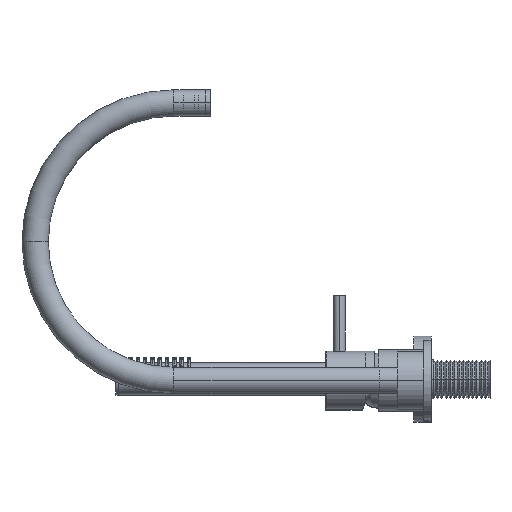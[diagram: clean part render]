
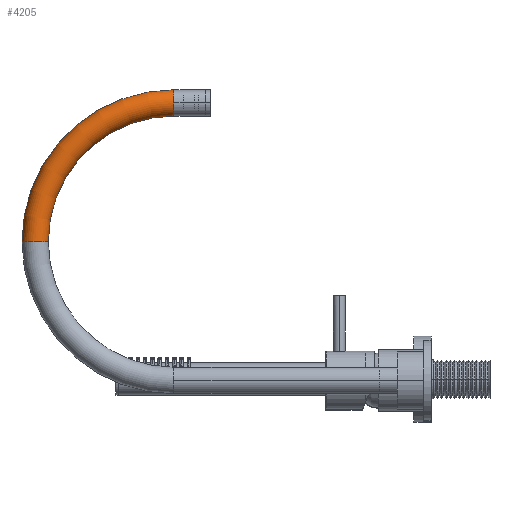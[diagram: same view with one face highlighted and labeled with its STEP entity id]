
A CAD part, left-side view. The second image highlights one B-rep face of the part: STEP entity #4205.
In plain terms, the highlighted toroidal (fillet/blend) face has major radius 94.99 mm and minor radius 9 mm.
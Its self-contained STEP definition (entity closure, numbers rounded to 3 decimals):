
#1927 = DIRECTION ( 'NONE',  ( 0., 0., -1. ) ) ;
#2992 = ORIENTED_EDGE ( 'NONE', *, *, #24090, .F. ) ;
#3510 = CIRCLE ( 'NONE', #20270, 9. ) ;
#3808 = CIRCLE ( 'NONE', #13336, 9. ) ;
#4205 = ADVANCED_FACE ( 'NONE', ( #9359 ), #22883, .T. ) ;
#4373 = DIRECTION ( 'NONE',  ( 0., 1., 0. ) ) ;
#5293 = CARTESIAN_POINT ( 'NONE',  ( 95.01, 0.262, 155.01 ) ) ;
#6249 = CARTESIAN_POINT ( 'NONE',  ( 190., -8.738, 155.01 ) ) ;
#6453 = CARTESIAN_POINT ( 'NONE',  ( 190., 0.262, 155.01 ) ) ;
#6812 = DIRECTION ( 'NONE',  ( 0., 0., 1. ) ) ;
#6887 = CARTESIAN_POINT ( 'NONE',  ( 95.01, -8.738, 250. ) ) ;
#7381 = DIRECTION ( 'NONE',  ( 0., 0., 1. ) ) ;
#8362 = ORIENTED_EDGE ( 'NONE', *, *, #26775, .T. ) ;
#8374 = AXIS2_PLACEMENT_3D ( 'NONE', #13268, #4373, #6812 ) ;
#8709 = VERTEX_POINT ( 'NONE', #6249 ) ;
#8737 = AXIS2_PLACEMENT_3D ( 'NONE', #11528, #18233, #16156 ) ;
#8894 = ORIENTED_EDGE ( 'NONE', *, *, #25063, .T. ) ;
#8902 = CARTESIAN_POINT ( 'NONE',  ( 199., 0.262, 155.01 ) ) ;
#9359 = FACE_OUTER_BOUND ( 'NONE', #18041, .T. ) ;
#10480 = CARTESIAN_POINT ( 'NONE',  ( 95.01, 0.262, 250. ) ) ;
#10747 = CIRCLE ( 'NONE', #24887, 85.99 ) ;
#11464 = AXIS2_PLACEMENT_3D ( 'NONE', #25259, #22871, #7381 ) ;
#11528 = CARTESIAN_POINT ( 'NONE',  ( 190., 0.262, 155.01 ) ) ;
#12032 = VERTEX_POINT ( 'NONE', #19420 ) ;
#12344 = AXIS2_PLACEMENT_3D ( 'NONE', #28492, #21978, #1927 ) ;
#12585 = VERTEX_POINT ( 'NONE', #27946 ) ;
#13261 = CARTESIAN_POINT ( 'NONE',  ( 181., 0.262, 155.01 ) ) ;
#13268 = CARTESIAN_POINT ( 'NONE',  ( 95.01, 0.262, 155.01 ) ) ;
#13336 = AXIS2_PLACEMENT_3D ( 'NONE', #10480, #15580, #14908 ) ;
#13627 = CIRCLE ( 'NONE', #8737, 9. ) ;
#13869 = EDGE_CURVE ( 'NONE', #25294, #12585, #3808, .T. ) ;
#14267 = DIRECTION ( 'NONE',  ( 0., 0., 1. ) ) ;
#14908 = DIRECTION ( 'NONE',  ( 0., 0., -1. ) ) ;
#15580 = DIRECTION ( 'NONE',  ( 1., 0., 0. ) ) ;
#16156 = DIRECTION ( 'NONE',  ( -1., 0., 0. ) ) ;
#18041 = EDGE_LOOP ( 'NONE', ( #18398, #8362, #20225, #8894, #2992, #27045 ) ) ;
#18233 = DIRECTION ( 'NONE',  ( 0., 0., -1. ) ) ;
#18398 = ORIENTED_EDGE ( 'NONE', *, *, #23869, .F. ) ;
#19420 = CARTESIAN_POINT ( 'NONE',  ( 95.01, 0.262, 259. ) ) ;
#20225 = ORIENTED_EDGE ( 'NONE', *, *, #13869, .T. ) ;
#20270 = AXIS2_PLACEMENT_3D ( 'NONE', #6453, #28741, #22234 ) ;
#21978 = DIRECTION ( 'NONE',  ( 1., 0., 0. ) ) ;
#22234 = DIRECTION ( 'NONE',  ( -1., 0., 0. ) ) ;
#22526 = DIRECTION ( 'NONE',  ( 0., 1., 0. ) ) ;
#22871 = DIRECTION ( 'NONE',  ( 0., 1., 0. ) ) ;
#22883 = TOROIDAL_SURFACE ( 'NONE', #11464, 94.99, 9. ) ;
#23869 = EDGE_CURVE ( 'NONE', #12032, #27876, #24051, .T. ) ;
#24051 = CIRCLE ( 'NONE', #8374, 103.99 ) ;
#24090 = EDGE_CURVE ( 'NONE', #8709, #28174, #13627, .T. ) ;
#24887 = AXIS2_PLACEMENT_3D ( 'NONE', #5293, #22526, #14267 ) ;
#24954 = EDGE_CURVE ( 'NONE', #27876, #8709, #3510, .T. ) ;
#25063 = EDGE_CURVE ( 'NONE', #12585, #28174, #10747, .T. ) ;
#25259 = CARTESIAN_POINT ( 'NONE',  ( 95.01, 0.262, 155.01 ) ) ;
#25294 = VERTEX_POINT ( 'NONE', #6887 ) ;
#26775 = EDGE_CURVE ( 'NONE', #12032, #25294, #28080, .T. ) ;
#27045 = ORIENTED_EDGE ( 'NONE', *, *, #24954, .F. ) ;
#27876 = VERTEX_POINT ( 'NONE', #8902 ) ;
#27946 = CARTESIAN_POINT ( 'NONE',  ( 95.01, 0.262, 241. ) ) ;
#28080 = CIRCLE ( 'NONE', #12344, 9. ) ;
#28174 = VERTEX_POINT ( 'NONE', #13261 ) ;
#28492 = CARTESIAN_POINT ( 'NONE',  ( 95.01, 0.262, 250. ) ) ;
#28741 = DIRECTION ( 'NONE',  ( 0., 0., -1. ) ) ;
